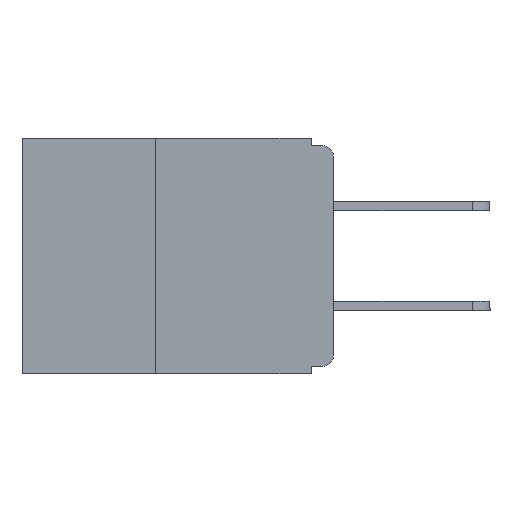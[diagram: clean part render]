
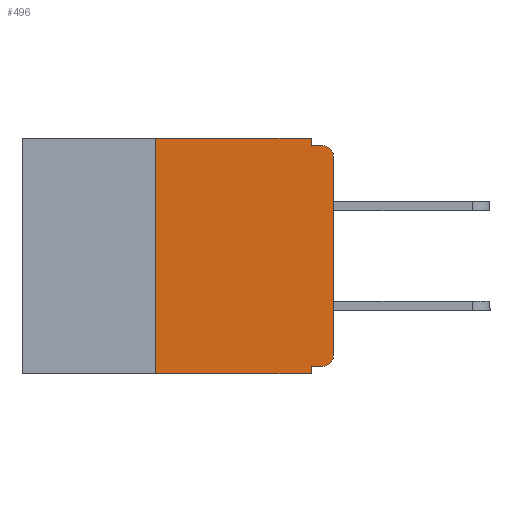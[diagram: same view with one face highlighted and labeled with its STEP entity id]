
A CAD part, left-side view. The second image highlights one B-rep face of the part: STEP entity #496.
In plain terms, the highlighted planar face has unit normal (-1, 0, 0).
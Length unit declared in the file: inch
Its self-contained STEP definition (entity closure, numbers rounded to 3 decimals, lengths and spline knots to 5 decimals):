
#171 = CARTESIAN_POINT ( 'NONE',  ( 0., 0.437, -0.33 ) ) ;
#321 = CARTESIAN_POINT ( 'NONE',  ( 0., 0.031, -0.33 ) ) ;
#399 = CARTESIAN_POINT ( 'NONE',  ( 0., 0.015, -0.305 ) ) ;
#496 = ADVANCED_FACE ( 'NONE', ( #6538 ), #18517, .F. ) ;
#568 = EDGE_CURVE ( 'NONE', #19058, #11675, #22059, .T. ) ;
#682 = LINE ( 'NONE', #21034, #18524 ) ;
#780 = ORIENTED_EDGE ( 'NONE', *, *, #22892, .F. ) ;
#1730 = CARTESIAN_POINT ( 'NONE',  ( 0., 0.031, -0.01 ) ) ;
#1815 = VECTOR ( 'NONE', #4905, 39.37008 ) ;
#1889 = LINE ( 'NONE', #321, #8886 ) ;
#1956 = EDGE_CURVE ( 'NONE', #19110, #28474, #27877, .T. ) ;
#2181 = VERTEX_POINT ( 'NONE', #5370 ) ;
#2532 = LINE ( 'NONE', #171, #1815 ) ;
#2755 = DIRECTION ( 'NONE',  ( 0., 0., -1. ) ) ;
#2808 = VECTOR ( 'NONE', #28525, 39.37008 ) ;
#3542 = ORIENTED_EDGE ( 'NONE', *, *, #25919, .F. ) ;
#3972 = LINE ( 'NONE', #6179, #16383 ) ;
#4905 = DIRECTION ( 'NONE',  ( 0., -1., 0. ) ) ;
#5257 = CARTESIAN_POINT ( 'NONE',  ( 0., 0.437, 0. ) ) ;
#5370 = CARTESIAN_POINT ( 'NONE',  ( 0., 0.031, -0.32 ) ) ;
#6015 = VERTEX_POINT ( 'NONE', #8021 ) ;
#6175 = ORIENTED_EDGE ( 'NONE', *, *, #14502, .F. ) ;
#6179 = CARTESIAN_POINT ( 'NONE',  ( 0., 0., -0.01 ) ) ;
#6538 = FACE_OUTER_BOUND ( 'NONE', #7698, .T. ) ;
#6696 = EDGE_CURVE ( 'NONE', #7200, #2181, #682, .T. ) ;
#7200 = VERTEX_POINT ( 'NONE', #7774 ) ;
#7259 = CARTESIAN_POINT ( 'NONE',  ( 0., 0., 0. ) ) ;
#7332 = LINE ( 'NONE', #18915, #18932 ) ;
#7665 = AXIS2_PLACEMENT_3D ( 'NONE', #5257, #9620, #19574 ) ;
#7698 = EDGE_LOOP ( 'NONE', ( #14438, #21006, #6175, #23679, #3542, #10083, #23441, #780, #29484, #24957 ) ) ;
#7774 = CARTESIAN_POINT ( 'NONE',  ( 0., 0.015, -0.32 ) ) ;
#8021 = CARTESIAN_POINT ( 'NONE',  ( 0., 0., -0.305 ) ) ;
#8886 = VECTOR ( 'NONE', #16643, 39.37008 ) ;
#9603 = DIRECTION ( 'NONE',  ( 0., 0., 1. ) ) ;
#9620 = DIRECTION ( 'NONE',  ( 1., 0., 0. ) ) ;
#9724 = DIRECTION ( 'NONE',  ( 0., -1., 0. ) ) ;
#9797 = LINE ( 'NONE', #26300, #2808 ) ;
#10083 = ORIENTED_EDGE ( 'NONE', *, *, #27358, .F. ) ;
#11021 = AXIS2_PLACEMENT_3D ( 'NONE', #18691, #16721, #16681 ) ;
#11069 = LINE ( 'NONE', #7259, #28463 ) ;
#11675 = VERTEX_POINT ( 'NONE', #1730 ) ;
#13164 = AXIS2_PLACEMENT_3D ( 'NONE', #399, #16720, #2755 ) ;
#14171 = CIRCLE ( 'NONE', #13164, 0.015 ) ;
#14438 = ORIENTED_EDGE ( 'NONE', *, *, #22169, .T. ) ;
#14502 = EDGE_CURVE ( 'NONE', #11675, #28474, #3972, .T. ) ;
#15633 = VERTEX_POINT ( 'NONE', #21755 ) ;
#16007 = VECTOR ( 'NONE', #29153, 39.37008 ) ;
#16383 = VECTOR ( 'NONE', #22329, 39.37008 ) ;
#16643 = DIRECTION ( 'NONE',  ( 0., 0., -1. ) ) ;
#16681 = DIRECTION ( 'NONE',  ( 0., 0., -1. ) ) ;
#16720 = DIRECTION ( 'NONE',  ( -1., 0., 0. ) ) ;
#16721 = DIRECTION ( 'NONE',  ( -1., 0., 0. ) ) ;
#17618 = VERTEX_POINT ( 'NONE', #26459 ) ;
#18517 = PLANE ( 'NONE',  #7665 ) ;
#18524 = VECTOR ( 'NONE', #21236, 39.37008 ) ;
#18691 = CARTESIAN_POINT ( 'NONE',  ( 0., 0.015, -0.025 ) ) ;
#18735 = CARTESIAN_POINT ( 'NONE',  ( 0., 0.031, 0. ) ) ;
#18915 = CARTESIAN_POINT ( 'NONE',  ( 0., 0.437, 0. ) ) ;
#18932 = VECTOR ( 'NONE', #9724, 39.37008 ) ;
#19058 = VERTEX_POINT ( 'NONE', #18735 ) ;
#19110 = VERTEX_POINT ( 'NONE', #21206 ) ;
#19574 = DIRECTION ( 'NONE',  ( 0., 0., -1. ) ) ;
#20021 = VERTEX_POINT ( 'NONE', #28940 ) ;
#21006 = ORIENTED_EDGE ( 'NONE', *, *, #1956, .T. ) ;
#21034 = CARTESIAN_POINT ( 'NONE',  ( 0., 0., -0.32 ) ) ;
#21206 = CARTESIAN_POINT ( 'NONE',  ( 0., 0., -0.025 ) ) ;
#21236 = DIRECTION ( 'NONE',  ( 0., 1., 0. ) ) ;
#21755 = CARTESIAN_POINT ( 'NONE',  ( 0., 0.25, 0. ) ) ;
#22059 = LINE ( 'NONE', #24213, #16007 ) ;
#22169 = EDGE_CURVE ( 'NONE', #6015, #19110, #11069, .T. ) ;
#22329 = DIRECTION ( 'NONE',  ( 0., -1., 0. ) ) ;
#22892 = EDGE_CURVE ( 'NONE', #2181, #20021, #1889, .T. ) ;
#23441 = ORIENTED_EDGE ( 'NONE', *, *, #25882, .T. ) ;
#23679 = ORIENTED_EDGE ( 'NONE', *, *, #568, .F. ) ;
#24213 = CARTESIAN_POINT ( 'NONE',  ( 0., 0.031, 0. ) ) ;
#24957 = ORIENTED_EDGE ( 'NONE', *, *, #27184, .T. ) ;
#25882 = EDGE_CURVE ( 'NONE', #17618, #20021, #2532, .T. ) ;
#25919 = EDGE_CURVE ( 'NONE', #15633, #19058, #7332, .T. ) ;
#26300 = CARTESIAN_POINT ( 'NONE',  ( 0., 0.25, -0.33 ) ) ;
#26459 = CARTESIAN_POINT ( 'NONE',  ( 0., 0.25, -0.33 ) ) ;
#27184 = EDGE_CURVE ( 'NONE', #7200, #6015, #14171, .T. ) ;
#27358 = EDGE_CURVE ( 'NONE', #17618, #15633, #9797, .T. ) ;
#27794 = CARTESIAN_POINT ( 'NONE',  ( 0., 0.015, -0.01 ) ) ;
#27877 = CIRCLE ( 'NONE', #11021, 0.015 ) ;
#28463 = VECTOR ( 'NONE', #9603, 39.37008 ) ;
#28474 = VERTEX_POINT ( 'NONE', #27794 ) ;
#28525 = DIRECTION ( 'NONE',  ( 0., 0., 1. ) ) ;
#28940 = CARTESIAN_POINT ( 'NONE',  ( 0., 0.031, -0.33 ) ) ;
#29153 = DIRECTION ( 'NONE',  ( 0., 0., -1. ) ) ;
#29484 = ORIENTED_EDGE ( 'NONE', *, *, #6696, .F. ) ;
